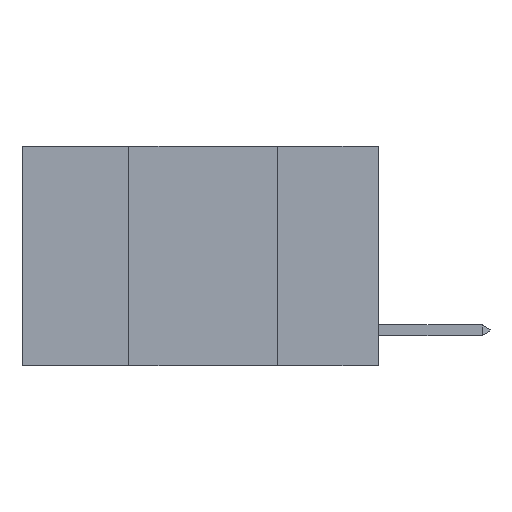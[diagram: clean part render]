
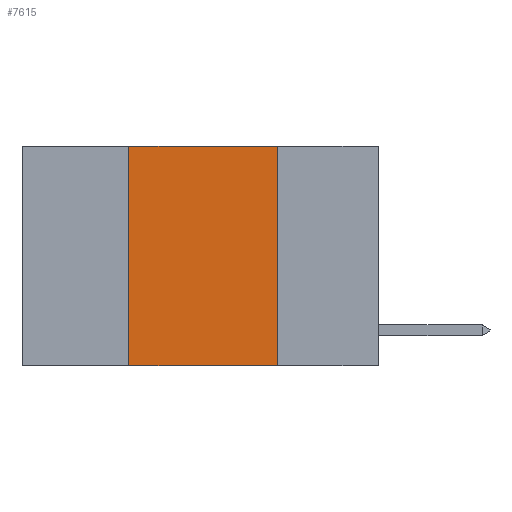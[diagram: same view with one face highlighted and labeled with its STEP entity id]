
A CAD part, left-side view. The second image highlights one B-rep face of the part: STEP entity #7615.
In plain terms, the highlighted planar face has unit normal (-1, 0, 0).
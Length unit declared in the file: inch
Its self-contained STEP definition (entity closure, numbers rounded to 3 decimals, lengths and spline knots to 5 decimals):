
#246 = ORIENTED_EDGE ( 'NONE', *, *, #5358, .F. ) ;
#604 = PLANE ( 'NONE',  #14550 ) ;
#692 = DIRECTION ( 'NONE',  ( 0., 0., -1. ) ) ;
#707 = FACE_OUTER_BOUND ( 'NONE', #23060, .T. ) ;
#1720 = LINE ( 'NONE', #4830, #10737 ) ;
#1945 = ORIENTED_EDGE ( 'NONE', *, *, #20056, .T. ) ;
#2893 = DIRECTION ( 'NONE',  ( 0., -1., 0. ) ) ;
#3111 = CARTESIAN_POINT ( 'NONE',  ( 0., 0.6, -0.37 ) ) ;
#4180 = VECTOR ( 'NONE', #15816, 39.37008 ) ;
#4830 = CARTESIAN_POINT ( 'NONE',  ( 0., 0.42, 0. ) ) ;
#5358 = EDGE_CURVE ( 'NONE', #20601, #7074, #13696, .T. ) ;
#5389 = VECTOR ( 'NONE', #12063, 39.37008 ) ;
#5934 = EDGE_CURVE ( 'NONE', #19122, #20601, #15634, .T. ) ;
#6655 = DIRECTION ( 'NONE',  ( 0., 0., 1. ) ) ;
#7074 = VERTEX_POINT ( 'NONE', #9692 ) ;
#7615 = ADVANCED_FACE ( 'NONE', ( #707 ), #604, .F. ) ;
#8244 = CARTESIAN_POINT ( 'NONE',  ( 0., 0.6, 0. ) ) ;
#9679 = CARTESIAN_POINT ( 'NONE',  ( 0., 0.42, 0. ) ) ;
#9692 = CARTESIAN_POINT ( 'NONE',  ( 0., 0.17, -0.37 ) ) ;
#9841 = ORIENTED_EDGE ( 'NONE', *, *, #5934, .F. ) ;
#10737 = VECTOR ( 'NONE', #6655, 39.37008 ) ;
#10956 = ORIENTED_EDGE ( 'NONE', *, *, #20036, .F. ) ;
#11438 = VECTOR ( 'NONE', #2893, 39.37008 ) ;
#11456 = DIRECTION ( 'NONE',  ( 1., 0., 0. ) ) ;
#12063 = DIRECTION ( 'NONE',  ( 0., -1., 0. ) ) ;
#13696 = LINE ( 'NONE', #14016, #4180 ) ;
#13704 = VERTEX_POINT ( 'NONE', #17565 ) ;
#14016 = CARTESIAN_POINT ( 'NONE',  ( 0., 0.17, 0. ) ) ;
#14550 = AXIS2_PLACEMENT_3D ( 'NONE', #18562, #11456, #692 ) ;
#14869 = CARTESIAN_POINT ( 'NONE',  ( 0., 0.17, 0. ) ) ;
#15634 = LINE ( 'NONE', #8244, #11438 ) ;
#15816 = DIRECTION ( 'NONE',  ( 0., 0., -1. ) ) ;
#16038 = LINE ( 'NONE', #3111, #5389 ) ;
#17565 = CARTESIAN_POINT ( 'NONE',  ( 0., 0.42, -0.37 ) ) ;
#18562 = CARTESIAN_POINT ( 'NONE',  ( 0., 0.6, 0. ) ) ;
#19122 = VERTEX_POINT ( 'NONE', #9679 ) ;
#20036 = EDGE_CURVE ( 'NONE', #13704, #19122, #1720, .T. ) ;
#20056 = EDGE_CURVE ( 'NONE', #13704, #7074, #16038, .T. ) ;
#20601 = VERTEX_POINT ( 'NONE', #14869 ) ;
#23060 = EDGE_LOOP ( 'NONE', ( #246, #9841, #10956, #1945 ) ) ;
